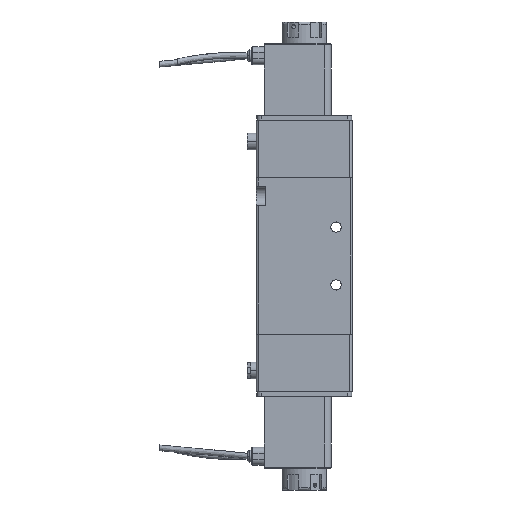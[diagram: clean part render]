
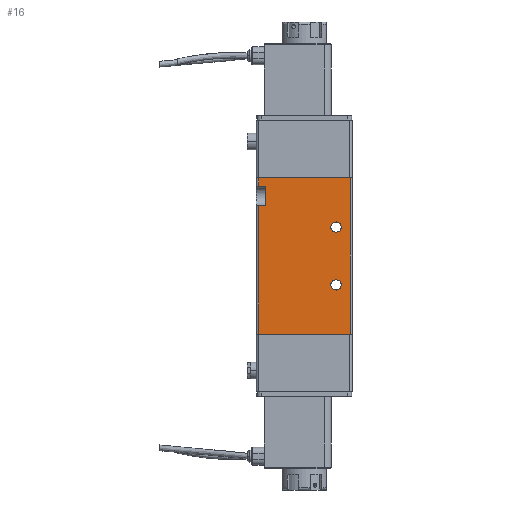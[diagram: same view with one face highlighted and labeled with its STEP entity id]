
A CAD part, left-side view. The second image highlights one B-rep face of the part: STEP entity #16.
In plain terms, the highlighted planar face has unit normal (-1, 0, 0).
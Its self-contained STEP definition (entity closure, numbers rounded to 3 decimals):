
#16 = ADVANCED_FACE ( 'NONE', ( #9546, #6406, #3557 ), #13222, .T. ) ;
#39 = CARTESIAN_POINT ( 'NONE',  ( -19.383, 18.875, -32.5 ) ) ;
#366 = VECTOR ( 'NONE', #8776, 1000. ) ;
#580 = VERTEX_POINT ( 'NONE', #11307 ) ;
#628 = VECTOR ( 'NONE', #8028, 1000. ) ;
#771 = CARTESIAN_POINT ( 'NONE',  ( -19.383, -15.465, -12. ) ) ;
#868 = DIRECTION ( 'NONE',  ( 0., 1., 0. ) ) ;
#888 = DIRECTION ( 'NONE',  ( 0., 1., 0. ) ) ;
#1279 = EDGE_CURVE ( 'NONE', #11272, #3972, #3916, .T. ) ;
#1640 = ORIENTED_EDGE ( 'NONE', *, *, #1279, .T. ) ;
#1711 = EDGE_CURVE ( 'NONE', #4976, #1764, #7472, .T. ) ;
#1743 = VERTEX_POINT ( 'NONE', #12032 ) ;
#1764 = VERTEX_POINT ( 'NONE', #5116 ) ;
#1830 = LINE ( 'NONE', #5900, #14493 ) ;
#2479 = DIRECTION ( 'NONE',  ( 0., 0., -1. ) ) ;
#2658 = ORIENTED_EDGE ( 'NONE', *, *, #13717, .T. ) ;
#3208 = CARTESIAN_POINT ( 'NONE',  ( -19.383, -19.125, -32.5 ) ) ;
#3554 = EDGE_LOOP ( 'NONE', ( #5681, #2658 ) ) ;
#3557 = FACE_BOUND ( 'NONE', #3554, .T. ) ;
#3784 = EDGE_CURVE ( 'NONE', #6969, #9451, #13001, .T. ) ;
#3789 = LINE ( 'NONE', #3208, #628 ) ;
#3916 = LINE ( 'NONE', #13346, #6376 ) ;
#3972 = VERTEX_POINT ( 'NONE', #6545 ) ;
#3986 = CARTESIAN_POINT ( 'NONE',  ( -19.383, -11.165, -12. ) ) ;
#4045 = LINE ( 'NONE', #39, #13138 ) ;
#4117 = EDGE_CURVE ( 'NONE', #13609, #1743, #12445, .T. ) ;
#4303 = DIRECTION ( 'NONE',  ( 1., 0., 0. ) ) ;
#4336 = DIRECTION ( 'NONE',  ( 1., 0., 0. ) ) ;
#4601 = AXIS2_PLACEMENT_3D ( 'NONE', #11426, #4336, #12625 ) ;
#4976 = VERTEX_POINT ( 'NONE', #10193 ) ;
#5004 = ORIENTED_EDGE ( 'NONE', *, *, #1711, .T. ) ;
#5116 = CARTESIAN_POINT ( 'NONE',  ( -19.383, 15.875, 21. ) ) ;
#5296 = LINE ( 'NONE', #8984, #8432 ) ;
#5537 = VERTEX_POINT ( 'NONE', #771 ) ;
#5556 = AXIS2_PLACEMENT_3D ( 'NONE', #5895, #14185, #7086 ) ;
#5559 = EDGE_CURVE ( 'NONE', #1764, #15416, #11734, .T. ) ;
#5659 = CARTESIAN_POINT ( 'NONE',  ( -19.383, -20.125, 21. ) ) ;
#5681 = ORIENTED_EDGE ( 'NONE', *, *, #6538, .T. ) ;
#5895 = CARTESIAN_POINT ( 'NONE',  ( -19.383, -13.315, -12. ) ) ;
#5900 = CARTESIAN_POINT ( 'NONE',  ( -19.383, -20.125, 29. ) ) ;
#6376 = VECTOR ( 'NONE', #10966, 1000. ) ;
#6406 = FACE_BOUND ( 'NONE', #11912, .T. ) ;
#6500 = CARTESIAN_POINT ( 'NONE',  ( -19.383, -19.125, 32.5 ) ) ;
#6538 = EDGE_CURVE ( 'NONE', #10924, #5537, #13946, .T. ) ;
#6545 = CARTESIAN_POINT ( 'NONE',  ( -19.383, 18.875, 32.5 ) ) ;
#6600 = CIRCLE ( 'NONE', #13957, 2.15 ) ;
#6645 = DIRECTION ( 'NONE',  ( 0., 0., -1. ) ) ;
#6969 = VERTEX_POINT ( 'NONE', #12658 ) ;
#7043 = ORIENTED_EDGE ( 'NONE', *, *, #9192, .T. ) ;
#7086 = DIRECTION ( 'NONE',  ( 0., 1., 0. ) ) ;
#7090 = DIRECTION ( 'NONE',  ( 0., -1., 0. ) ) ;
#7218 = ORIENTED_EDGE ( 'NONE', *, *, #5559, .T. ) ;
#7472 = LINE ( 'NONE', #10706, #8194 ) ;
#7583 = CARTESIAN_POINT ( 'NONE',  ( -19.383, -0.125, -32.5 ) ) ;
#8028 = DIRECTION ( 'NONE',  ( 0., 0., 1. ) ) ;
#8057 = DIRECTION ( 'NONE',  ( 1., 0., 0. ) ) ;
#8194 = VECTOR ( 'NONE', #2479, 1000. ) ;
#8303 = DIRECTION ( 'NONE',  ( -1., 0., 0. ) ) ;
#8337 = ORIENTED_EDGE ( 'NONE', *, *, #8836, .T. ) ;
#8432 = VECTOR ( 'NONE', #6645, 1000. ) ;
#8577 = CARTESIAN_POINT ( 'NONE',  ( -19.383, 18.875, -32.5 ) ) ;
#8610 = VECTOR ( 'NONE', #868, 1000. ) ;
#8776 = DIRECTION ( 'NONE',  ( 0., 1., 0. ) ) ;
#8836 = EDGE_CURVE ( 'NONE', #15416, #9451, #4045, .T. ) ;
#8984 = CARTESIAN_POINT ( 'NONE',  ( -19.383, 18.875, -32.5 ) ) ;
#9192 = EDGE_CURVE ( 'NONE', #6969, #11272, #3789, .T. ) ;
#9451 = VERTEX_POINT ( 'NONE', #8577 ) ;
#9546 = FACE_OUTER_BOUND ( 'NONE', #11721, .T. ) ;
#9571 = ORIENTED_EDGE ( 'NONE', *, *, #12925, .T. ) ;
#9789 = EDGE_CURVE ( 'NONE', #1743, #13609, #6600, .T. ) ;
#9962 = CARTESIAN_POINT ( 'NONE',  ( -19.383, -15.465, 12. ) ) ;
#10168 = ORIENTED_EDGE ( 'NONE', *, *, #10176, .T. ) ;
#10176 = EDGE_CURVE ( 'NONE', #3972, #580, #5296, .T. ) ;
#10193 = CARTESIAN_POINT ( 'NONE',  ( -19.383, 15.875, 29. ) ) ;
#10376 = CARTESIAN_POINT ( 'NONE',  ( -19.383, 18.875, 21. ) ) ;
#10706 = CARTESIAN_POINT ( 'NONE',  ( -19.383, 15.875, -32.5 ) ) ;
#10741 = DIRECTION ( 'NONE',  ( 0., -1., 0. ) ) ;
#10924 = VERTEX_POINT ( 'NONE', #3986 ) ;
#10966 = DIRECTION ( 'NONE',  ( 0., 1., 0. ) ) ;
#11272 = VERTEX_POINT ( 'NONE', #6500 ) ;
#11307 = CARTESIAN_POINT ( 'NONE',  ( -19.383, 18.875, 29. ) ) ;
#11405 = CARTESIAN_POINT ( 'NONE',  ( -19.383, -13.315, -12. ) ) ;
#11426 = CARTESIAN_POINT ( 'NONE',  ( -19.383, -13.315, 12. ) ) ;
#11721 = EDGE_LOOP ( 'NONE', ( #12711, #7043, #1640, #10168, #9571, #5004, #7218, #8337 ) ) ;
#11729 = AXIS2_PLACEMENT_3D ( 'NONE', #13279, #8303, #10741 ) ;
#11734 = LINE ( 'NONE', #5659, #8610 ) ;
#11912 = EDGE_LOOP ( 'NONE', ( #12473, #13615 ) ) ;
#12032 = CARTESIAN_POINT ( 'NONE',  ( -19.383, -11.165, 12. ) ) ;
#12445 = CIRCLE ( 'NONE', #4601, 2.15 ) ;
#12473 = ORIENTED_EDGE ( 'NONE', *, *, #9789, .T. ) ;
#12597 = DIRECTION ( 'NONE',  ( 0., 1., 0. ) ) ;
#12625 = DIRECTION ( 'NONE',  ( 0., 1., 0. ) ) ;
#12658 = CARTESIAN_POINT ( 'NONE',  ( -19.383, -19.125, -32.5 ) ) ;
#12711 = ORIENTED_EDGE ( 'NONE', *, *, #3784, .F. ) ;
#12925 = EDGE_CURVE ( 'NONE', #580, #4976, #1830, .T. ) ;
#13001 = LINE ( 'NONE', #7583, #366 ) ;
#13138 = VECTOR ( 'NONE', #14285, 1000. ) ;
#13222 = PLANE ( 'NONE',  #11729 ) ;
#13279 = CARTESIAN_POINT ( 'NONE',  ( -19.383, -20.125, -32.5 ) ) ;
#13346 = CARTESIAN_POINT ( 'NONE',  ( -19.383, -0.125, 32.5 ) ) ;
#13490 = CIRCLE ( 'NONE', #5556, 2.15 ) ;
#13609 = VERTEX_POINT ( 'NONE', #9962 ) ;
#13615 = ORIENTED_EDGE ( 'NONE', *, *, #4117, .T. ) ;
#13717 = EDGE_CURVE ( 'NONE', #5537, #10924, #13490, .T. ) ;
#13946 = CIRCLE ( 'NONE', #14786, 2.15 ) ;
#13957 = AXIS2_PLACEMENT_3D ( 'NONE', #15163, #8057, #888 ) ;
#14185 = DIRECTION ( 'NONE',  ( 1., 0., 0. ) ) ;
#14285 = DIRECTION ( 'NONE',  ( 0., 0., -1. ) ) ;
#14493 = VECTOR ( 'NONE', #7090, 1000. ) ;
#14786 = AXIS2_PLACEMENT_3D ( 'NONE', #11405, #4303, #12597 ) ;
#15163 = CARTESIAN_POINT ( 'NONE',  ( -19.383, -13.315, 12. ) ) ;
#15416 = VERTEX_POINT ( 'NONE', #10376 ) ;
